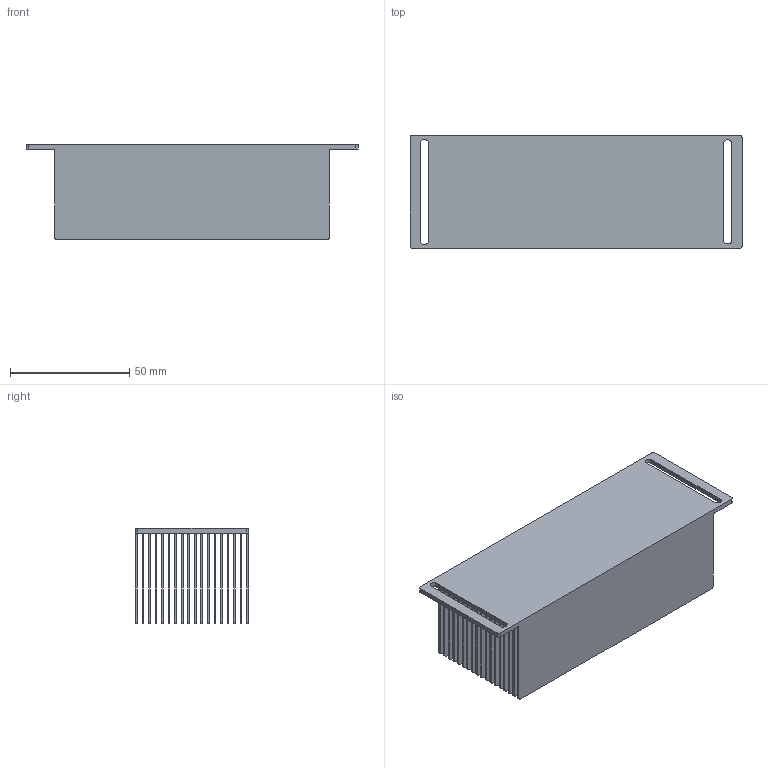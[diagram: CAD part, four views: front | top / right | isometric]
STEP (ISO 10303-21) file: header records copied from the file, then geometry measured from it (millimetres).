
FILE_DESCRIPTION(('HOOPS Exchange Step'),'2;1');
FILE_NAME('temp_export','2025-04-02T19:46:36-04:00',('Marton'),('Shapr3D Limited'),'HOOPS Exchange 2024.8','Shapr3D','Authorized');
FILE_SCHEMA( ('AP242_MANAGED_MODEL_BASED_3D_ENGINEERING_MIM_LF {1 0 10303 442 1 1 4}') );
Length unit declared in the file: millimetre
Products named in the file (6): Heatsink; Linear Pattern 03; Linear Pattern 02; Linear Pattern 01; DISSIPADOR GTBR-V1_11-12-2024.step; root
Assembly tree (5 placements, depth 2):
  root
    Heatsink
    Linear Pattern 03
    Linear Pattern 02
    Linear Pattern 01
    DISSIPADOR GTBR-V1_11-12-2024.step
Bounding box: 139 x 47.4 x 40 mm (x, y, z)
Volume: 71179.5 mm3; surface area: 172045.9 mm2
Topology: 1 solids, 1 shells, 178 faces, 480 edges, 320 vertices
Faces by surface type: plane 98, cylinder 80
Entity records: 5793 total; most frequent: DIRECTION 1020, CARTESIAN_POINT 990, ORIENTED_EDGE 960, EDGE_CURVE 480, AXIS2_PLACEMENT_3D 350, VERTEX_POINT 320, VECTOR 320, LINE 320
